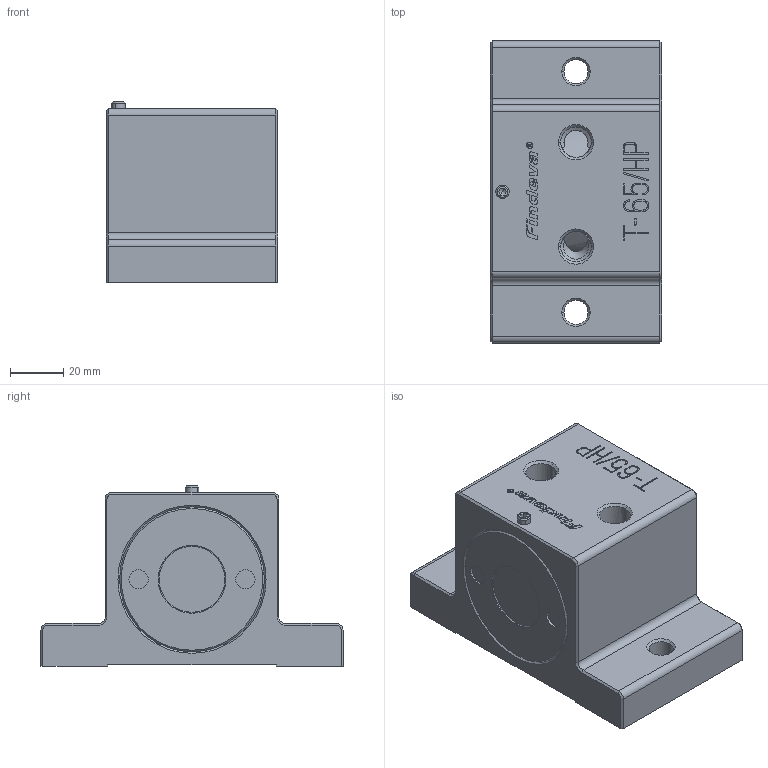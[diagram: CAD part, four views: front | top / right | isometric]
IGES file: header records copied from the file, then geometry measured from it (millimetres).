
Global section: file name: No Iges File Name specified; native system: Autodesk Inventor 2011; preprocessor: AutoDesk Inventor Iges Exporter R2011; author: Petr; date: 20120329.104829; units: millimetre
Bounding box: 64 x 113 x 67.5 mm (x, y, z)
Volume: 308011 mm3; surface area: 34749.7 mm2
Topology: 1 solids, 2 shells, 396 faces, 1016 edges, 663 vertices
Faces by surface type: plane 225, revolution 81, bspline 41, cylinder 30, cone 14, torus 5
